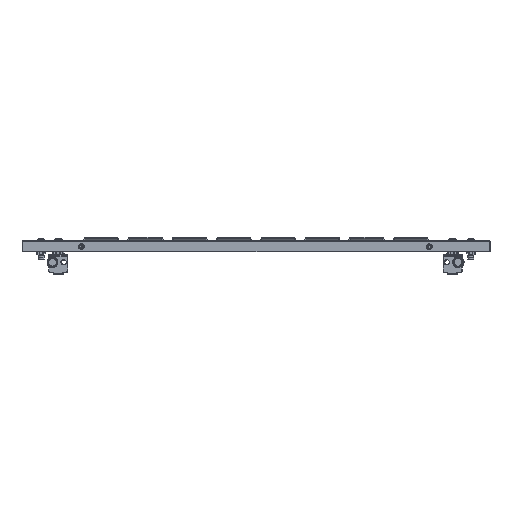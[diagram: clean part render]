
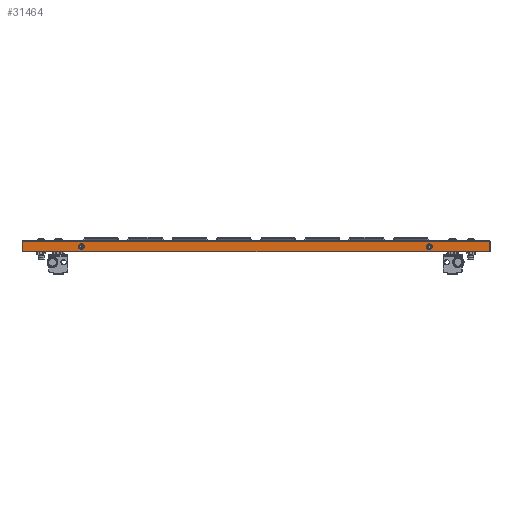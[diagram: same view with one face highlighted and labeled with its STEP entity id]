
A CAD part, front view. The second image highlights one B-rep face of the part: STEP entity #31464.
In plain terms, the highlighted face is planar.
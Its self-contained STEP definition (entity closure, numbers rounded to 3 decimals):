
#5300 = FACE_BOUND ( 'NONE', #36167, .T. ) ;
#5301 = FACE_OUTER_BOUND ( 'NONE', #36164, .T. ) ;
#5303 = FACE_BOUND ( 'NONE', #36173, .T. ) ;
#7031 = CARTESIAN_POINT ( 'NONE',  ( -394.75, 37.5, -2.25 ) ) ;
#7039 = CARTESIAN_POINT ( 'NONE',  ( 394.75, 37.5, -2.25 ) ) ;
#7060 = CARTESIAN_POINT ( 'NONE',  ( -395.499, 37.5, -20. ) ) ;
#7065 = CARTESIAN_POINT ( 'NONE',  ( -395.499, 37.5, -2.25 ) ) ;
#7086 = CARTESIAN_POINT ( 'NONE',  ( 395.499, 37.5, -2.25 ) ) ;
#7122 = CARTESIAN_POINT ( 'NONE',  ( 395.499, 37.5, -20. ) ) ;
#16700 = ORIENTED_EDGE ( 'NONE', *, *, #43896, .F. ) ;
#16702 = ORIENTED_EDGE ( 'NONE', *, *, #43929, .F. ) ;
#16705 = ORIENTED_EDGE ( 'NONE', *, *, #43895, .F. ) ;
#16707 = ORIENTED_EDGE ( 'NONE', *, *, #43925, .F. ) ;
#17631 = VERTEX_POINT ( 'NONE', #53987 ) ;
#17634 = VERTEX_POINT ( 'NONE', #53991 ) ;
#17641 = VERTEX_POINT ( 'NONE', #53996 ) ;
#17644 = VERTEX_POINT ( 'NONE', #53999 ) ;
#18202 = VERTEX_POINT ( 'NONE', #7031 ) ;
#18206 = VERTEX_POINT ( 'NONE', #7039 ) ;
#18219 = VERTEX_POINT ( 'NONE', #7060 ) ;
#18223 = VERTEX_POINT ( 'NONE', #7065 ) ;
#18231 = VERTEX_POINT ( 'NONE', #7086 ) ;
#18241 = VERTEX_POINT ( 'NONE', #7122 ) ;
#19746 = ORIENTED_EDGE ( 'NONE', *, *, #43912, .F. ) ;
#19748 = ORIENTED_EDGE ( 'NONE', *, *, #43894, .T. ) ;
#19750 = ORIENTED_EDGE ( 'NONE', *, *, #43907, .T. ) ;
#19753 = ORIENTED_EDGE ( 'NONE', *, *, #43902, .T. ) ;
#19755 = ORIENTED_EDGE ( 'NONE', *, *, #43911, .F. ) ;
#19757 = ORIENTED_EDGE ( 'NONE', *, *, #43897, .F. ) ;
#31464 = ADVANCED_FACE ( 'NONE', ( #5300, #5303, #5301 ), #53543, .F. ) ;
#36164 = EDGE_LOOP ( 'NONE', ( #19746, #19748, #19750, #19753, #19755, #19757 ) ) ;
#36167 = EDGE_LOOP ( 'NONE', ( #16700, #16702 ) ) ;
#36173 = EDGE_LOOP ( 'NONE', ( #16705, #16707 ) ) ;
#40508 = CIRCLE ( 'NONE', #45268, 4. ) ;
#40509 = LINE ( 'NONE', #41588, #40512 ) ;
#40511 = CIRCLE ( 'NONE', #45269, 4. ) ;
#40512 = VECTOR ( 'NONE', #41589, 1000. ) ;
#40513 = LINE ( 'NONE', #41595, #40516 ) ;
#40516 = VECTOR ( 'NONE', #41590, 1000. ) ;
#40521 = LINE ( 'NONE', #41608, #40524 ) ;
#40524 = VECTOR ( 'NONE', #41603, 1000. ) ;
#40531 = LINE ( 'NONE', #41620, #40534 ) ;
#40534 = VECTOR ( 'NONE', #41621, 1000. ) ;
#40539 = LINE ( 'NONE', #41627, #40542 ) ;
#40541 = LINE ( 'NONE', #41629, #40544 ) ;
#40542 = VECTOR ( 'NONE', #41628, 1000. ) ;
#40544 = VECTOR ( 'NONE', #41630, 1000. ) ;
#40561 = CIRCLE ( 'NONE', #45278, 4. ) ;
#40567 = CIRCLE ( 'NONE', #45280, 4. ) ;
#41588 = CARTESIAN_POINT ( 'NONE',  ( 394.75, 37.5, -2.25 ) ) ;
#41589 = DIRECTION ( 'NONE',  ( 1., 0., 0. ) ) ;
#41590 = DIRECTION ( 'NONE',  ( -1., 0., 0. ) ) ;
#41591 = CARTESIAN_POINT ( 'NONE',  ( -295., 37.5, -11. ) ) ;
#41592 = DIRECTION ( 'NONE',  ( 0., 1., 0. ) ) ;
#41593 = DIRECTION ( 'NONE',  ( 0., 0., 1. ) ) ;
#41595 = CARTESIAN_POINT ( 'NONE',  ( -394.75, 37.5, -2.25 ) ) ;
#41596 = CARTESIAN_POINT ( 'NONE',  ( 295., 37.5, -11. ) ) ;
#41597 = DIRECTION ( 'NONE',  ( 0., 1., 0. ) ) ;
#41598 = DIRECTION ( 'NONE',  ( 0., 0., 1. ) ) ;
#41603 = DIRECTION ( 'NONE',  ( -1., 0., 0. ) ) ;
#41608 = CARTESIAN_POINT ( 'NONE',  ( 0., 37.5, -20. ) ) ;
#41620 = CARTESIAN_POINT ( 'NONE',  ( 395.499, 37.5, -2.25 ) ) ;
#41621 = DIRECTION ( 'NONE',  ( 0., 0., -1. ) ) ;
#41627 = CARTESIAN_POINT ( 'NONE',  ( -395.499, 37.5, -2.25 ) ) ;
#41628 = DIRECTION ( 'NONE',  ( 0., 0., -1. ) ) ;
#41629 = CARTESIAN_POINT ( 'NONE',  ( -394.75, 37.5, -2.25 ) ) ;
#41630 = DIRECTION ( 'NONE',  ( -1., 0., 0. ) ) ;
#41664 = CARTESIAN_POINT ( 'NONE',  ( -295., 37.5, -11. ) ) ;
#41665 = DIRECTION ( 'NONE',  ( 0., 1., 0. ) ) ;
#41666 = DIRECTION ( 'NONE',  ( 0., 0., 1. ) ) ;
#41674 = CARTESIAN_POINT ( 'NONE',  ( 295., 37.5, -11. ) ) ;
#41675 = DIRECTION ( 'NONE',  ( 0., 1., 0. ) ) ;
#41676 = DIRECTION ( 'NONE',  ( 0., 0., 1. ) ) ;
#43894 = EDGE_CURVE ( 'NONE', #18206, #18231, #40509, .T. ) ;
#43895 = EDGE_CURVE ( 'NONE', #17644, #17641, #40508, .T. ) ;
#43896 = EDGE_CURVE ( 'NONE', #17634, #17631, #40511, .T. ) ;
#43897 = EDGE_CURVE ( 'NONE', #18202, #18223, #40513, .T. ) ;
#43902 = EDGE_CURVE ( 'NONE', #18241, #18219, #40521, .T. ) ;
#43907 = EDGE_CURVE ( 'NONE', #18231, #18241, #40531, .T. ) ;
#43911 = EDGE_CURVE ( 'NONE', #18223, #18219, #40539, .T. ) ;
#43912 = EDGE_CURVE ( 'NONE', #18206, #18202, #40541, .T. ) ;
#43925 = EDGE_CURVE ( 'NONE', #17641, #17644, #40561, .T. ) ;
#43929 = EDGE_CURVE ( 'NONE', #17631, #17634, #40567, .T. ) ;
#45268 = AXIS2_PLACEMENT_3D ( 'NONE', #41591, #41592, #41593 ) ;
#45269 = AXIS2_PLACEMENT_3D ( 'NONE', #41596, #41597, #41598 ) ;
#45278 = AXIS2_PLACEMENT_3D ( 'NONE', #41664, #41665, #41666 ) ;
#45280 = AXIS2_PLACEMENT_3D ( 'NONE', #41674, #41675, #41676 ) ;
#50338 = AXIS2_PLACEMENT_3D ( 'NONE', #53541, #53535, #53545 ) ;
#53535 = DIRECTION ( 'NONE',  ( 0., -1., 0. ) ) ;
#53541 = CARTESIAN_POINT ( 'NONE',  ( 0., 37.5, 0. ) ) ;
#53543 = PLANE ( 'NONE',  #50338 ) ;
#53545 = DIRECTION ( 'NONE',  ( 0., 0., -1. ) ) ;
#53987 = CARTESIAN_POINT ( 'NONE',  ( 295., 37.5, -15. ) ) ;
#53991 = CARTESIAN_POINT ( 'NONE',  ( 295., 37.5, -7. ) ) ;
#53996 = CARTESIAN_POINT ( 'NONE',  ( -295., 37.5, -15. ) ) ;
#53999 = CARTESIAN_POINT ( 'NONE',  ( -295., 37.5, -7. ) ) ;
